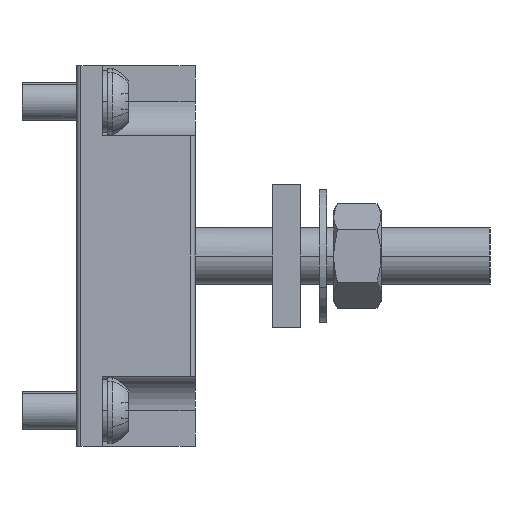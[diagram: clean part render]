
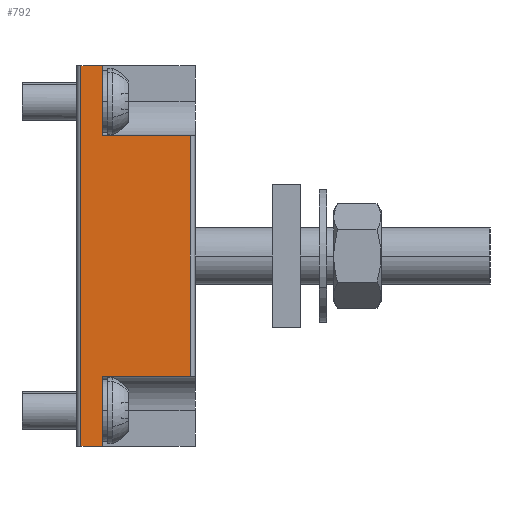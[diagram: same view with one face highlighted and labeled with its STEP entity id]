
A CAD part, left-side view. The second image highlights one B-rep face of the part: STEP entity #792.
In plain terms, the highlighted planar face has unit normal (-1, 0, 0).
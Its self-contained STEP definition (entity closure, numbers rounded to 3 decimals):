
#305=CARTESIAN_POINT('Line Origine',(-431.75,-351.,297.)) ;
#309=CARTESIAN_POINT('Vertex',(-431.75,-351.,257.)) ;
#311=CARTESIAN_POINT('Vertex',(-431.75,-351.,337.)) ;
#336=CARTESIAN_POINT('Line Origine',(-431.75,-353.25,337.)) ;
#340=CARTESIAN_POINT('Vertex',(-431.75,-355.5,337.)) ;
#471=CARTESIAN_POINT('Vertex',(-431.75,-355.5,257.)) ;
#474=CARTESIAN_POINT('Line Origine',(-431.75,-353.25,257.)) ;
#744=CARTESIAN_POINT('Axis2P3D Location',(-431.75,-350.,297.)) ;
#749=CARTESIAN_POINT('Line Origine',(-431.75,-355.5,264.375)) ;
#753=CARTESIAN_POINT('Vertex',(-431.75,-355.5,271.75)) ;
#756=CARTESIAN_POINT('Line Origine',(-431.75,-364.75,271.75)) ;
#760=CARTESIAN_POINT('Vertex',(-431.75,-374.,271.75)) ;
#763=CARTESIAN_POINT('Line Origine',(-431.75,-374.,297.)) ;
#767=CARTESIAN_POINT('Vertex',(-431.75,-374.,322.25)) ;
#770=CARTESIAN_POINT('Line Origine',(-431.75,-364.75,322.25)) ;
#774=CARTESIAN_POINT('Vertex',(-431.75,-355.5,322.25)) ;
#777=CARTESIAN_POINT('Line Origine',(-431.75,-355.5,329.625)) ;
#306=DIRECTION('Vector Direction',(0.,0.,1.)) ;
#337=DIRECTION('Vector Direction',(0.,-1.,0.)) ;
#475=DIRECTION('Vector Direction',(0.,-1.,0.)) ;
#745=DIRECTION('Axis2P3D Direction',(-1.,0.,0.)) ;
#746=DIRECTION('Axis2P3D XDirection',(0.,-1.,0.)) ;
#750=DIRECTION('Vector Direction',(0.,0.,-1.)) ;
#757=DIRECTION('Vector Direction',(0.,1.,0.)) ;
#764=DIRECTION('Vector Direction',(0.,0.,1.)) ;
#771=DIRECTION('Vector Direction',(0.,1.,0.)) ;
#778=DIRECTION('Vector Direction',(0.,0.,1.)) ;
#747=AXIS2_PLACEMENT_3D('Plane Axis2P3D',#744,#745,#746) ;
#783=ORIENTED_EDGE('',*,*,#755,.F.) ;
#784=ORIENTED_EDGE('',*,*,#762,.F.) ;
#785=ORIENTED_EDGE('',*,*,#769,.T.) ;
#786=ORIENTED_EDGE('',*,*,#776,.T.) ;
#787=ORIENTED_EDGE('',*,*,#781,.F.) ;
#788=ORIENTED_EDGE('',*,*,#342,.F.) ;
#789=ORIENTED_EDGE('',*,*,#313,.F.) ;
#790=ORIENTED_EDGE('',*,*,#478,.T.) ;
#307=VECTOR('Line Direction',#306,1.) ;
#338=VECTOR('Line Direction',#337,1.) ;
#476=VECTOR('Line Direction',#475,1.) ;
#751=VECTOR('Line Direction',#750,1.) ;
#758=VECTOR('Line Direction',#757,1.) ;
#765=VECTOR('Line Direction',#764,1.) ;
#772=VECTOR('Line Direction',#771,1.) ;
#779=VECTOR('Line Direction',#778,1.) ;
#792=ADVANCED_FACE('Body.2.1',(#791),#748,.T.) ;
#313=EDGE_CURVE('',#310,#312,#308,.T.) ;
#342=EDGE_CURVE('',#312,#341,#339,.T.) ;
#478=EDGE_CURVE('',#310,#472,#477,.T.) ;
#755=EDGE_CURVE('',#754,#472,#752,.T.) ;
#762=EDGE_CURVE('',#761,#754,#759,.T.) ;
#769=EDGE_CURVE('',#761,#768,#766,.T.) ;
#776=EDGE_CURVE('',#768,#775,#773,.T.) ;
#781=EDGE_CURVE('',#341,#775,#780,.F.) ;
#782=EDGE_LOOP('',(#783,#784,#785,#786,#787,#788,#789,#790)) ;
#791=FACE_OUTER_BOUND('',#782,.T.) ;
#308=LINE('Line',#305,#307) ;
#339=LINE('Line',#336,#338) ;
#477=LINE('Line',#474,#476) ;
#752=LINE('Line',#749,#751) ;
#759=LINE('Line',#756,#758) ;
#766=LINE('Line',#763,#765) ;
#773=LINE('Line',#770,#772) ;
#780=LINE('Line',#777,#779) ;
#748=PLANE('',#747) ;
#310=VERTEX_POINT('',#309) ;
#312=VERTEX_POINT('',#311) ;
#341=VERTEX_POINT('',#340) ;
#472=VERTEX_POINT('',#471) ;
#754=VERTEX_POINT('',#753) ;
#761=VERTEX_POINT('',#760) ;
#768=VERTEX_POINT('',#767) ;
#775=VERTEX_POINT('',#774) ;
